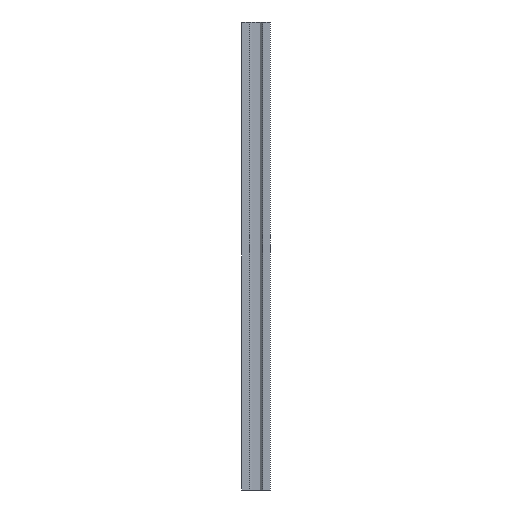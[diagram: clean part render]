
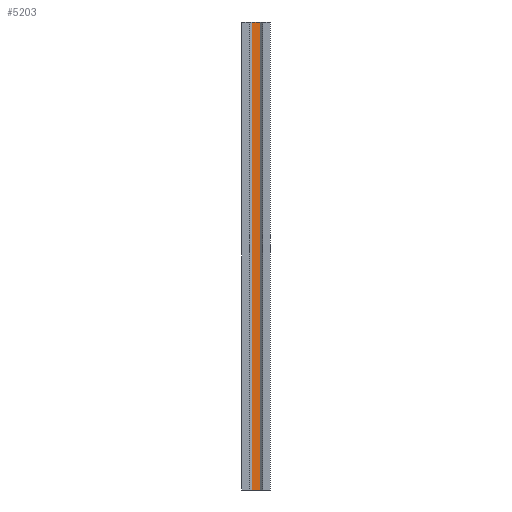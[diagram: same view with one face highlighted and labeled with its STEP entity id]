
A CAD part, left-side view. The second image highlights one B-rep face of the part: STEP entity #5203.
In plain terms, the highlighted planar face has unit normal (-1, 0, 0).
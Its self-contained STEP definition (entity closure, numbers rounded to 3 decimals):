
#44 = PLANE('',#45);
#45 = AXIS2_PLACEMENT_3D('',#46,#47,#48);
#46 = CARTESIAN_POINT('',(0.,0.,0.));
#47 = DIRECTION('',(-0.,-0.,-1.));
#48 = DIRECTION('',(-1.,0.,0.));
#1007 = VERTEX_POINT('',#1008);
#1008 = CARTESIAN_POINT('',(-4.,-3.,0.));
#1022 = PLANE('',#1023);
#1023 = AXIS2_PLACEMENT_3D('',#1024,#1025,#1026);
#1024 = CARTESIAN_POINT('',(-6.1,-5.1,0.));
#1025 = DIRECTION('',(-0.707,0.707,0.));
#1026 = DIRECTION('',(0.707,0.707,0.));
#1034 = EDGE_CURVE('',#1007,#1035,#1037,.T.);
#1035 = VERTEX_POINT('',#1036);
#1036 = CARTESIAN_POINT('',(-4.,3.,0.));
#1037 = SURFACE_CURVE('',#1038,(#1042,#1049),.PCURVE_S1.);
#1038 = LINE('',#1039,#1040);
#1039 = CARTESIAN_POINT('',(-4.,-3.,0.));
#1040 = VECTOR('',#1041,1.);
#1041 = DIRECTION('',(0.,1.,0.));
#1042 = PCURVE('',#44,#1043);
#1043 = DEFINITIONAL_REPRESENTATION('',(#1044),#1048);
#1044 = LINE('',#1045,#1046);
#1045 = CARTESIAN_POINT('',(4.,-3.));
#1046 = VECTOR('',#1047,1.);
#1047 = DIRECTION('',(0.,1.));
#1048 = ( GEOMETRIC_REPRESENTATION_CONTEXT(2) 
PARAMETRIC_REPRESENTATION_CONTEXT() REPRESENTATION_CONTEXT('2D SPACE',''
  ) );
#1049 = PCURVE('',#1050,#1055);
#1050 = PLANE('',#1051);
#1051 = AXIS2_PLACEMENT_3D('',#1052,#1053,#1054);
#1052 = CARTESIAN_POINT('',(-4.,-3.,0.));
#1053 = DIRECTION('',(-1.,0.,0.));
#1054 = DIRECTION('',(0.,1.,0.));
#1055 = DEFINITIONAL_REPRESENTATION('',(#1056),#1060);
#1056 = LINE('',#1057,#1058);
#1057 = CARTESIAN_POINT('',(0.,0.));
#1058 = VECTOR('',#1059,1.);
#1059 = DIRECTION('',(1.,0.));
#1060 = ( GEOMETRIC_REPRESENTATION_CONTEXT(2) 
PARAMETRIC_REPRESENTATION_CONTEXT() REPRESENTATION_CONTEXT('2D SPACE',''
  ) );
#1078 = PLANE('',#1079);
#1079 = AXIS2_PLACEMENT_3D('',#1080,#1081,#1082);
#1080 = CARTESIAN_POINT('',(-4.,3.,0.));
#1081 = DIRECTION('',(-0.707,-0.707,0.));
#1082 = DIRECTION('',(-0.707,0.707,0.));
#1502 = PLANE('',#1503);
#1503 = AXIS2_PLACEMENT_3D('',#1504,#1505,#1506);
#1504 = CARTESIAN_POINT('',(0.,0.,330.
    ));
#1505 = DIRECTION('',(-0.,-0.,-1.));
#1506 = DIRECTION('',(-1.,0.,0.));
#5160 = VERTEX_POINT('',#5161);
#5161 = CARTESIAN_POINT('',(-4.,-3.,330.));
#5182 = EDGE_CURVE('',#1007,#5160,#5183,.T.);
#5183 = SURFACE_CURVE('',#5184,(#5188,#5195),.PCURVE_S1.);
#5184 = LINE('',#5185,#5186);
#5185 = CARTESIAN_POINT('',(-4.,-3.,0.));
#5186 = VECTOR('',#5187,1.);
#5187 = DIRECTION('',(0.,0.,1.));
#5188 = PCURVE('',#1022,#5189);
#5189 = DEFINITIONAL_REPRESENTATION('',(#5190),#5194);
#5190 = LINE('',#5191,#5192);
#5191 = CARTESIAN_POINT('',(2.97,0.));
#5192 = VECTOR('',#5193,1.);
#5193 = DIRECTION('',(0.,-1.));
#5194 = ( GEOMETRIC_REPRESENTATION_CONTEXT(2) 
PARAMETRIC_REPRESENTATION_CONTEXT() REPRESENTATION_CONTEXT('2D SPACE',''
  ) );
#5195 = PCURVE('',#1050,#5196);
#5196 = DEFINITIONAL_REPRESENTATION('',(#5197),#5201);
#5197 = LINE('',#5198,#5199);
#5198 = CARTESIAN_POINT('',(0.,0.));
#5199 = VECTOR('',#5200,1.);
#5200 = DIRECTION('',(0.,-1.));
#5201 = ( GEOMETRIC_REPRESENTATION_CONTEXT(2) 
PARAMETRIC_REPRESENTATION_CONTEXT() REPRESENTATION_CONTEXT('2D SPACE',''
  ) );
#5203 = ADVANCED_FACE('',(#5204),#1050,.T.);
#5204 = FACE_BOUND('',#5205,.T.);
#5205 = EDGE_LOOP('',(#5206,#5207,#5230,#5251));
#5206 = ORIENTED_EDGE('',*,*,#5182,.T.);
#5207 = ORIENTED_EDGE('',*,*,#5208,.T.);
#5208 = EDGE_CURVE('',#5160,#5209,#5211,.T.);
#5209 = VERTEX_POINT('',#5210);
#5210 = CARTESIAN_POINT('',(-4.,3.,330.));
#5211 = SURFACE_CURVE('',#5212,(#5216,#5223),.PCURVE_S1.);
#5212 = LINE('',#5213,#5214);
#5213 = CARTESIAN_POINT('',(-4.,-3.,330.));
#5214 = VECTOR('',#5215,1.);
#5215 = DIRECTION('',(0.,1.,0.));
#5216 = PCURVE('',#1050,#5217);
#5217 = DEFINITIONAL_REPRESENTATION('',(#5218),#5222);
#5218 = LINE('',#5219,#5220);
#5219 = CARTESIAN_POINT('',(0.,-330.));
#5220 = VECTOR('',#5221,1.);
#5221 = DIRECTION('',(1.,0.));
#5222 = ( GEOMETRIC_REPRESENTATION_CONTEXT(2) 
PARAMETRIC_REPRESENTATION_CONTEXT() REPRESENTATION_CONTEXT('2D SPACE',''
  ) );
#5223 = PCURVE('',#1502,#5224);
#5224 = DEFINITIONAL_REPRESENTATION('',(#5225),#5229);
#5225 = LINE('',#5226,#5227);
#5226 = CARTESIAN_POINT('',(4.,-3.));
#5227 = VECTOR('',#5228,1.);
#5228 = DIRECTION('',(0.,1.));
#5229 = ( GEOMETRIC_REPRESENTATION_CONTEXT(2) 
PARAMETRIC_REPRESENTATION_CONTEXT() REPRESENTATION_CONTEXT('2D SPACE',''
  ) );
#5230 = ORIENTED_EDGE('',*,*,#5231,.F.);
#5231 = EDGE_CURVE('',#1035,#5209,#5232,.T.);
#5232 = SURFACE_CURVE('',#5233,(#5237,#5244),.PCURVE_S1.);
#5233 = LINE('',#5234,#5235);
#5234 = CARTESIAN_POINT('',(-4.,3.,0.));
#5235 = VECTOR('',#5236,1.);
#5236 = DIRECTION('',(0.,0.,1.));
#5237 = PCURVE('',#1050,#5238);
#5238 = DEFINITIONAL_REPRESENTATION('',(#5239),#5243);
#5239 = LINE('',#5240,#5241);
#5240 = CARTESIAN_POINT('',(6.,0.));
#5241 = VECTOR('',#5242,1.);
#5242 = DIRECTION('',(0.,-1.));
#5243 = ( GEOMETRIC_REPRESENTATION_CONTEXT(2) 
PARAMETRIC_REPRESENTATION_CONTEXT() REPRESENTATION_CONTEXT('2D SPACE',''
  ) );
#5244 = PCURVE('',#1078,#5245);
#5245 = DEFINITIONAL_REPRESENTATION('',(#5246),#5250);
#5246 = LINE('',#5247,#5248);
#5247 = CARTESIAN_POINT('',(0.,0.));
#5248 = VECTOR('',#5249,1.);
#5249 = DIRECTION('',(0.,-1.));
#5250 = ( GEOMETRIC_REPRESENTATION_CONTEXT(2) 
PARAMETRIC_REPRESENTATION_CONTEXT() REPRESENTATION_CONTEXT('2D SPACE',''
  ) );
#5251 = ORIENTED_EDGE('',*,*,#1034,.F.);
